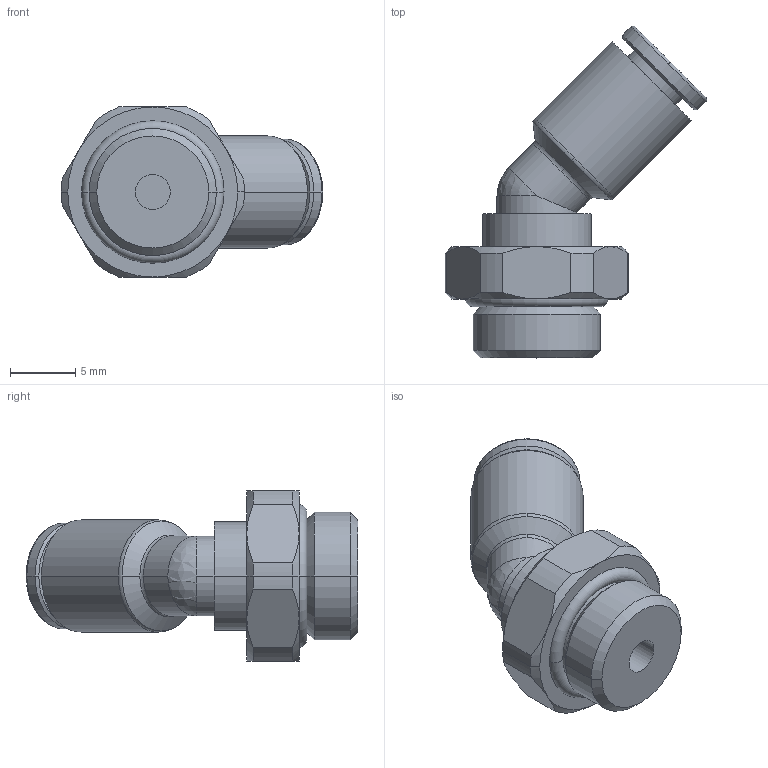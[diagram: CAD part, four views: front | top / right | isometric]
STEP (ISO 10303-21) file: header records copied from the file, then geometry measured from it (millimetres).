
FILE_DESCRIPTION(('STEP AP214'),'1');
FILE_NAME('3133_04_10.stp','2016-07-07T14:58:52',('TraceParts'),('TraceParts S.A.'),'Spatial InterOp 3D',' ',' ');
FILE_SCHEMA(('automotive_design'));
Length unit declared in the file: millimetre
Products named in the file (1): 1
Bounding box: 20 x 25.37 x 13 mm (x, y, z)
Volume: 1558.1 mm3; surface area: 1386 mm2
Topology: 1 solids, 1 shells, 79 faces, 188 edges, 113 vertices
Faces by surface type: cylinder 28, cone 24, plane 16, torus 8, sphere 3
Entity records: 2307 total; most frequent: CARTESIAN_POINT 471, DIRECTION 430, ORIENTED_EDGE 364, AXIS2_PLACEMENT_3D 192, EDGE_CURVE 182, VERTEX_POINT 113, CIRCLE 108, EDGE_LOOP 87
